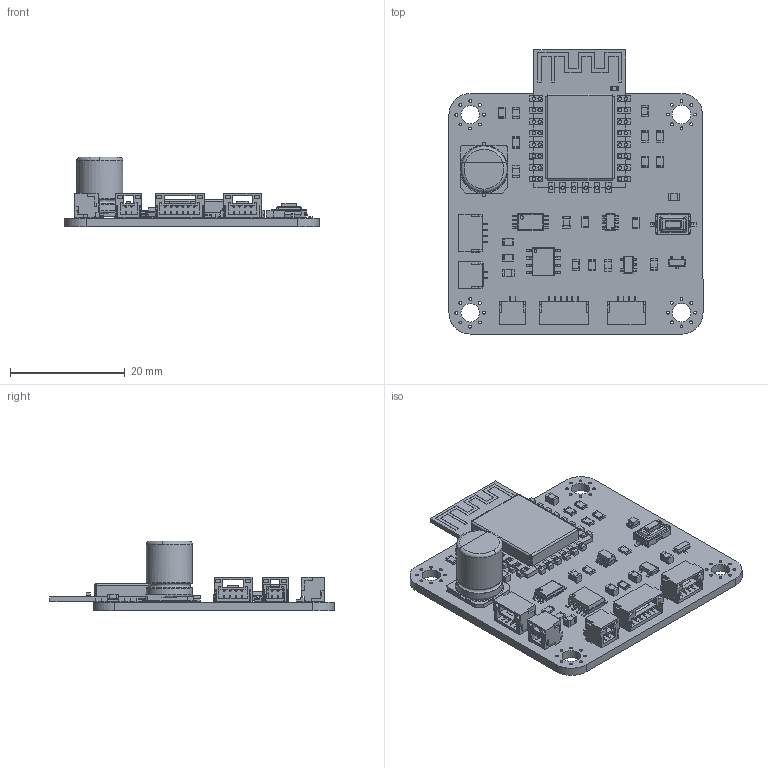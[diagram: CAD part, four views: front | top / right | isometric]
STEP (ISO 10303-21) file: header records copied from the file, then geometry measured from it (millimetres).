
FILE_DESCRIPTION(('KiCad electronic assembly'),'2;1');
FILE_NAME('TWIN_NODE.step','2026-01-04T21:09:23',('Pcbnew'),('Kicad'), 'Open CASCADE STEP processor 7.5','KiCad to STEP converter','Unknown' );
FILE_SCHEMA(('AUTOMOTIVE_DESIGN { 1 0 10303 214 1 1 1 1 }'));
Length unit declared in the file: millimetre
Products named in the file (17): TWIN_NODE 1; R_0805_2012Metric; C_0805_2012Metric; FS8205A--3DModel-STEP-56544; JST_GH_SM02B-GHS-TB_1x02-1MP_P1.25mm_Horizontal; TP4056; JST_GH_SM04B-GHS-TB_1x04-1MP_P1.25mm_Horizontal; JST_GH_SM06B-GHS-TB_1x06-1MP_P1.25mm_Horizontal; CP_Elec_8x10.5; LED_0805_2012Metric; ESP-12F; RT9080-33GJ5; JST_SH_SM02B-SRSS-TB_1x02-1MP_P1.00mm_Horizontal; SW_Tactile_SPST_NO_Straight_CK_PTS636Sx25SMTRLFS; SI2301CDS-T1-GE3; SOT-23-6; TWIN_NODE_PCB
Assembly tree (35 placements, depth 2):
  TWIN_NODE 1
    R_0805_2012Metric  x11
    C_0805_2012Metric  x8
    FS8205A--3DModel-STEP-56544
    JST_GH_SM02B-GHS-TB_1x02-1MP_P1.25mm_Horizontal  x2
    TP4056
    JST_GH_SM04B-GHS-TB_1x04-1MP_P1.25mm_Horizontal  x2
    JST_GH_SM06B-GHS-TB_1x06-1MP_P1.25mm_Horizontal
    CP_Elec_8x10.5
    LED_0805_2012Metric
    ESP-12F
    RT9080-33GJ5
    JST_SH_SM02B-SRSS-TB_1x02-1MP_P1.00mm_Horizontal
    SW_Tactile_SPST_NO_Straight_CK_PTS636Sx25SMTRLFS
    SI2301CDS-T1-GE3
    SOT-23-6
    TWIN_NODE_PCB
Bounding box: 44.25 x 49.49 x 12.1 mm (x, y, z)
Volume: 4098.1 mm3; surface area: 8021.7 mm2
Topology: 94 solids, 94 shells, 2931 faces, 7788 edges, 5102 vertices
Faces by surface type: plane 1365, bspline 1035, cylinder 518, sphere 8, torus 4, revolution 1
Full cylindrical faces by diameter (mm): 0.35 x6, 0.5 x32, 3.2 x4, 8 x2
Entity records: 64038 total; most frequent: CARTESIAN_POINT 15894, ORIENTED_EDGE 11260, DIRECTION 7395, EDGE_CURVE 5630, VERTEX_POINT 3686, LINE 3016, VECTOR 3016, FACE_BOUND 2336
